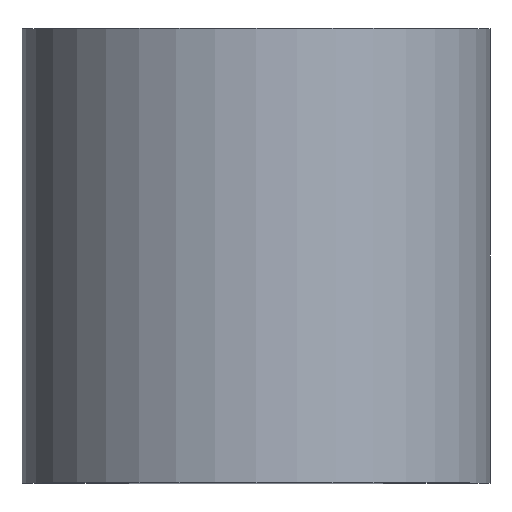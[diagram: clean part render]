
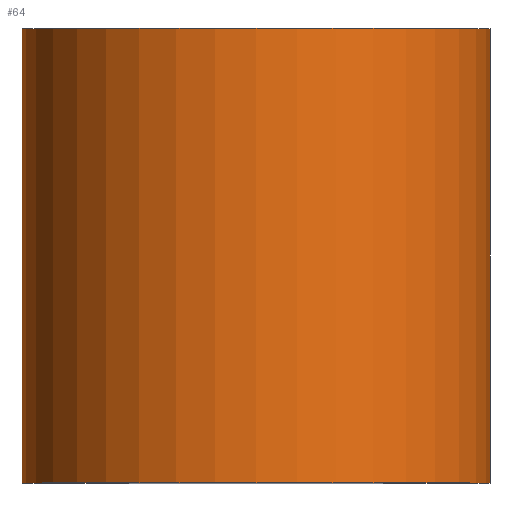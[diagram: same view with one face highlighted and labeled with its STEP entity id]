
A CAD part, top view. The second image highlights one B-rep face of the part: STEP entity #64.
In plain terms, the highlighted cylindrical face has radius 2.575 mm (diameter 5.151 mm), a full revolution.
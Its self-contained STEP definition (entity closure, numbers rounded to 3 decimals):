
#21=FACE_OUTER_BOUND('',#27,.T.);
#27=EDGE_LOOP('',(#54,#55,#56,#57));
#31=LINE('',#133,#33);
#33=VECTOR('',#114,2.575);
#36=CIRCLE('',#94,2.575);
#37=CIRCLE('',#96,2.575);
#40=VERTEX_POINT('',#129);
#41=VERTEX_POINT('',#132);
#45=EDGE_CURVE('',#40,#40,#36,.T.);
#46=EDGE_CURVE('',#40,#41,#31,.T.);
#47=EDGE_CURVE('',#41,#41,#37,.T.);
#54=ORIENTED_EDGE('',*,*,#45,.F.);
#55=ORIENTED_EDGE('',*,*,#46,.T.);
#56=ORIENTED_EDGE('',*,*,#47,.T.);
#57=ORIENTED_EDGE('',*,*,#46,.F.);
#61=CYLINDRICAL_SURFACE('',#95,2.575);
#64=ADVANCED_FACE('',(#21),#61,.T.);
#94=AXIS2_PLACEMENT_3D('',#130,#110,#111);
#95=AXIS2_PLACEMENT_3D('',#131,#112,#113);
#96=AXIS2_PLACEMENT_3D('',#134,#115,#116);
#110=DIRECTION('center_axis',(0.,1.,0.));
#111=DIRECTION('ref_axis',(-1.,0.,0.));
#112=DIRECTION('center_axis',(0.,1.,0.));
#113=DIRECTION('ref_axis',(-1.,0.,0.));
#114=DIRECTION('',(0.,-1.,0.));
#115=DIRECTION('center_axis',(0.,1.,0.));
#116=DIRECTION('ref_axis',(-1.,0.,0.));
#129=CARTESIAN_POINT('',(2.575,5.,0.));
#130=CARTESIAN_POINT('Origin',(0.,5.,0.));
#131=CARTESIAN_POINT('Origin',(0.,0.,0.));
#132=CARTESIAN_POINT('',(2.575,0.,0.));
#133=CARTESIAN_POINT('',(2.575,0.,0.));
#134=CARTESIAN_POINT('Origin',(0.,0.,0.));
